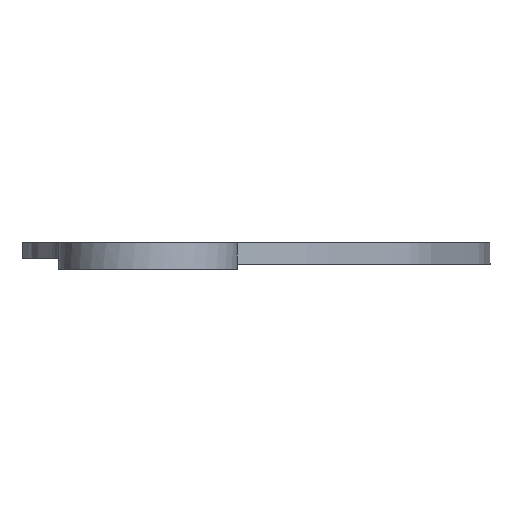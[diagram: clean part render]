
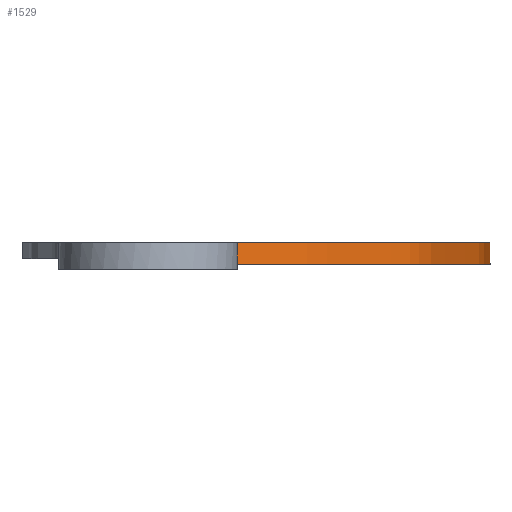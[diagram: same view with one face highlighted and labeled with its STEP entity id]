
A CAD part, left-side view. The second image highlights one B-rep face of the part: STEP entity #1529.
In plain terms, the highlighted free-form (B-spline) face has degree [3, 1] with [19, 2] control points.
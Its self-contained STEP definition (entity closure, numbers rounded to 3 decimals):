
#52=B_SPLINE_SURFACE_WITH_KNOTS('',3,1,((#3272,#3273),(#3274,#3275),(#3276,
#3277),(#3278,#3279),(#3280,#3281),(#3282,#3283),(#3284,#3285),(#3286,#3287),
(#3288,#3289),(#3290,#3291),(#3292,#3293),(#3294,#3295),(#3296,#3297),(#3298,
#3299),(#3300,#3301),(#3302,#3303),(#3304,#3305),(#3306,#3307),(#3308,#3309)),
 .UNSPECIFIED.,.F.,.F.,.F.,(4,1,1,1,1,1,1,1,1,1,1,1,1,1,1,1,4),(2,2),(0.,
2.27,4.539,6.809,9.078,13.007,
16.935,19.964,21.478,22.993,25.351,
27.71,30.068,31.248,32.427,32.97,
33.513),(0.,0.721),.UNSPECIFIED.);
#71=B_SPLINE_CURVE_WITH_KNOTS('',3,(#2291,#2292,#2293,#2294,#2295,#2296,
#2297,#2298,#2299,#2300,#2301,#2302,#2303,#2304,#2305,#2306,#2307,#2308,
#2309),.UNSPECIFIED.,.F.,.F.,(4,1,1,1,1,1,1,1,1,1,1,1,1,1,1,1,4),(0.,2.27,
4.539,6.809,9.078,13.007,16.935,
19.964,21.478,22.993,25.351,27.71,
30.068,31.248,32.427,32.97,33.513),
 .UNSPECIFIED.);
#116=B_SPLINE_CURVE_WITH_KNOTS('',3,(#3310,#3311,#3312,#3313,#3314,#3315,
#3316,#3317,#3318,#3319,#3320,#3321,#3322,#3323,#3324,#3325,#3326,#3327,
#3328),.UNSPECIFIED.,.F.,.F.,(4,1,1,1,1,1,1,1,1,1,1,1,1,1,1,1,4),(0.,2.27,
4.539,6.809,9.078,13.007,16.935,
19.964,21.478,22.993,25.351,27.71,
30.068,31.248,32.427,32.97,33.513),
 .UNSPECIFIED.);
#189=FACE_OUTER_BOUND('',#250,.T.);
#250=EDGE_LOOP('',(#1415,#1416,#1417,#1418,#1419,#1420,#1421,#1422,#1423,
#1424));
#263=LINE('',#1924,#393);
#264=LINE('',#1926,#394);
#265=LINE('',#1928,#395);
#266=LINE('',#1930,#396);
#367=LINE('',#3118,#497);
#368=LINE('',#3120,#498);
#369=LINE('',#3122,#499);
#370=LINE('',#3123,#500);
#393=VECTOR('',#1642,10.);
#394=VECTOR('',#1643,10.);
#395=VECTOR('',#1644,10.);
#396=VECTOR('',#1645,10.);
#497=VECTOR('',#1876,10.);
#498=VECTOR('',#1877,10.);
#499=VECTOR('',#1878,10.);
#500=VECTOR('',#1879,10.);
#570=VERTEX_POINT('',#1921);
#571=VERTEX_POINT('',#1923);
#572=VERTEX_POINT('',#1925);
#573=VERTEX_POINT('',#1927);
#574=VERTEX_POINT('',#1929);
#670=VERTEX_POINT('',#2289);
#721=VERTEX_POINT('',#3115);
#722=VERTEX_POINT('',#3117);
#723=VERTEX_POINT('',#3119);
#724=VERTEX_POINT('',#3121);
#749=EDGE_CURVE('',#571,#570,#263,.T.);
#750=EDGE_CURVE('',#572,#571,#264,.T.);
#751=EDGE_CURVE('',#573,#572,#265,.T.);
#752=EDGE_CURVE('',#574,#573,#266,.T.);
#864=EDGE_CURVE('',#670,#570,#71,.T.);
#951=EDGE_CURVE('',#721,#722,#367,.T.);
#952=EDGE_CURVE('',#722,#723,#368,.T.);
#953=EDGE_CURVE('',#723,#724,#369,.T.);
#954=EDGE_CURVE('',#724,#670,#370,.T.);
#979=EDGE_CURVE('',#721,#574,#116,.T.);
#1415=ORIENTED_EDGE('',*,*,#979,.T.);
#1416=ORIENTED_EDGE('',*,*,#752,.T.);
#1417=ORIENTED_EDGE('',*,*,#751,.T.);
#1418=ORIENTED_EDGE('',*,*,#750,.T.);
#1419=ORIENTED_EDGE('',*,*,#749,.T.);
#1420=ORIENTED_EDGE('',*,*,#864,.F.);
#1421=ORIENTED_EDGE('',*,*,#954,.F.);
#1422=ORIENTED_EDGE('',*,*,#953,.F.);
#1423=ORIENTED_EDGE('',*,*,#952,.F.);
#1424=ORIENTED_EDGE('',*,*,#951,.F.);
#1529=ADVANCED_FACE('',(#189),#52,.T.);
#1642=DIRECTION('',(0.,0.,-1.));
#1643=DIRECTION('',(0.,0.,-1.));
#1644=DIRECTION('',(0.,0.,-1.));
#1645=DIRECTION('',(0.,0.,-1.));
#1876=DIRECTION('',(0.,0.,-1.));
#1877=DIRECTION('',(0.,0.,-1.));
#1878=DIRECTION('',(0.,0.,-1.));
#1879=DIRECTION('',(0.,0.,-1.));
#1921=CARTESIAN_POINT('',(53.685,100.188,0.446));
#1923=CARTESIAN_POINT('',(53.685,100.188,2.249));
#1924=CARTESIAN_POINT('',(53.685,100.188,2.249));
#1925=CARTESIAN_POINT('',(53.685,100.188,4.051));
#1926=CARTESIAN_POINT('',(53.685,100.188,4.051));
#1927=CARTESIAN_POINT('',(53.685,100.188,5.854));
#1928=CARTESIAN_POINT('',(53.685,100.188,5.854));
#1929=CARTESIAN_POINT('',(53.685,100.188,7.657));
#1930=CARTESIAN_POINT('',(53.685,100.188,7.657));
#2289=CARTESIAN_POINT('',(339.158,38.55,0.446));
#2291=CARTESIAN_POINT('Ctrl Pts',(339.158,38.55,0.446));
#2292=CARTESIAN_POINT('Ctrl Pts',(332.802,34.919,0.446));
#2293=CARTESIAN_POINT('Ctrl Pts',(317.436,31.335,0.446));
#2294=CARTESIAN_POINT('Ctrl Pts',(297.351,21.198,0.446));
#2295=CARTESIAN_POINT('Ctrl Pts',(275.896,13.424,0.446));
#2296=CARTESIAN_POINT('Ctrl Pts',(250.443,0.238,0.446));
#2297=CARTESIAN_POINT('Ctrl Pts',(215.884,7.809,0.446));
#2298=CARTESIAN_POINT('Ctrl Pts',(178.887,2.363,0.446));
#2299=CARTESIAN_POINT('Ctrl Pts',(153.357,15.726,0.446));
#2300=CARTESIAN_POINT('Ctrl Pts',(133.78,21.262,0.446));
#2301=CARTESIAN_POINT('Ctrl Pts',(117.836,29.617,0.446));
#2302=CARTESIAN_POINT('Ctrl Pts',(105.357,46.919,0.446));
#2303=CARTESIAN_POINT('Ctrl Pts',(87.009,62.053,0.446));
#2304=CARTESIAN_POINT('Ctrl Pts',(78.906,80.595,0.446));
#2305=CARTESIAN_POINT('Ctrl Pts',(70.327,93.156,0.446));
#2306=CARTESIAN_POINT('Ctrl Pts',(65.123,102.823,0.446));
#2307=CARTESIAN_POINT('Ctrl Pts',(58.573,104.399,0.446));
#2308=CARTESIAN_POINT('Ctrl Pts',(54.456,101.179,0.446));
#2309=CARTESIAN_POINT('Ctrl Pts',(53.685,100.188,0.446));
#3115=CARTESIAN_POINT('',(339.158,38.55,7.657));
#3117=CARTESIAN_POINT('',(339.158,38.55,5.854));
#3118=CARTESIAN_POINT('',(339.158,38.55,7.657));
#3119=CARTESIAN_POINT('',(339.158,38.55,4.051));
#3120=CARTESIAN_POINT('',(339.158,38.55,5.854));
#3121=CARTESIAN_POINT('',(339.158,38.55,2.249));
#3122=CARTESIAN_POINT('',(339.158,38.55,4.051));
#3123=CARTESIAN_POINT('',(339.158,38.55,2.249));
#3272=CARTESIAN_POINT('Ctrl Pts',(339.158,38.55,7.657));
#3273=CARTESIAN_POINT('Ctrl Pts',(339.158,38.55,0.446));
#3274=CARTESIAN_POINT('Ctrl Pts',(332.802,34.919,7.657));
#3275=CARTESIAN_POINT('Ctrl Pts',(332.802,34.919,0.446));
#3276=CARTESIAN_POINT('Ctrl Pts',(317.436,31.335,7.657));
#3277=CARTESIAN_POINT('Ctrl Pts',(317.436,31.335,0.446));
#3278=CARTESIAN_POINT('Ctrl Pts',(297.351,21.198,7.657));
#3279=CARTESIAN_POINT('Ctrl Pts',(297.351,21.198,0.446));
#3280=CARTESIAN_POINT('Ctrl Pts',(275.896,13.424,7.657));
#3281=CARTESIAN_POINT('Ctrl Pts',(275.896,13.424,0.446));
#3282=CARTESIAN_POINT('Ctrl Pts',(250.443,0.238,7.657));
#3283=CARTESIAN_POINT('Ctrl Pts',(250.443,0.238,0.446));
#3284=CARTESIAN_POINT('Ctrl Pts',(215.884,7.809,7.657));
#3285=CARTESIAN_POINT('Ctrl Pts',(215.884,7.809,0.446));
#3286=CARTESIAN_POINT('Ctrl Pts',(178.887,2.363,7.657));
#3287=CARTESIAN_POINT('Ctrl Pts',(178.887,2.363,0.446));
#3288=CARTESIAN_POINT('Ctrl Pts',(153.357,15.726,7.657));
#3289=CARTESIAN_POINT('Ctrl Pts',(153.357,15.726,0.446));
#3290=CARTESIAN_POINT('Ctrl Pts',(133.78,21.262,7.657));
#3291=CARTESIAN_POINT('Ctrl Pts',(133.78,21.262,0.446));
#3292=CARTESIAN_POINT('Ctrl Pts',(117.836,29.617,7.657));
#3293=CARTESIAN_POINT('Ctrl Pts',(117.836,29.617,0.446));
#3294=CARTESIAN_POINT('Ctrl Pts',(105.357,46.919,7.657));
#3295=CARTESIAN_POINT('Ctrl Pts',(105.357,46.919,0.446));
#3296=CARTESIAN_POINT('Ctrl Pts',(87.009,62.053,7.657));
#3297=CARTESIAN_POINT('Ctrl Pts',(87.009,62.053,0.446));
#3298=CARTESIAN_POINT('Ctrl Pts',(78.906,80.595,7.657));
#3299=CARTESIAN_POINT('Ctrl Pts',(78.906,80.595,0.446));
#3300=CARTESIAN_POINT('Ctrl Pts',(70.327,93.156,7.657));
#3301=CARTESIAN_POINT('Ctrl Pts',(70.327,93.156,0.446));
#3302=CARTESIAN_POINT('Ctrl Pts',(65.123,102.823,7.657));
#3303=CARTESIAN_POINT('Ctrl Pts',(65.123,102.823,0.446));
#3304=CARTESIAN_POINT('Ctrl Pts',(58.573,104.399,7.657));
#3305=CARTESIAN_POINT('Ctrl Pts',(58.573,104.399,0.446));
#3306=CARTESIAN_POINT('Ctrl Pts',(54.456,101.179,7.657));
#3307=CARTESIAN_POINT('Ctrl Pts',(54.456,101.179,0.446));
#3308=CARTESIAN_POINT('Ctrl Pts',(53.685,100.188,7.657));
#3309=CARTESIAN_POINT('Ctrl Pts',(53.685,100.188,0.446));
#3310=CARTESIAN_POINT('Ctrl Pts',(339.158,38.55,7.657));
#3311=CARTESIAN_POINT('Ctrl Pts',(332.802,34.919,7.657));
#3312=CARTESIAN_POINT('Ctrl Pts',(317.436,31.335,7.657));
#3313=CARTESIAN_POINT('Ctrl Pts',(297.351,21.198,7.657));
#3314=CARTESIAN_POINT('Ctrl Pts',(275.896,13.424,7.657));
#3315=CARTESIAN_POINT('Ctrl Pts',(250.443,0.238,7.657));
#3316=CARTESIAN_POINT('Ctrl Pts',(215.884,7.809,7.657));
#3317=CARTESIAN_POINT('Ctrl Pts',(178.887,2.363,7.657));
#3318=CARTESIAN_POINT('Ctrl Pts',(153.357,15.726,7.657));
#3319=CARTESIAN_POINT('Ctrl Pts',(133.78,21.262,7.657));
#3320=CARTESIAN_POINT('Ctrl Pts',(117.836,29.617,7.657));
#3321=CARTESIAN_POINT('Ctrl Pts',(105.357,46.919,7.657));
#3322=CARTESIAN_POINT('Ctrl Pts',(87.009,62.053,7.657));
#3323=CARTESIAN_POINT('Ctrl Pts',(78.906,80.595,7.657));
#3324=CARTESIAN_POINT('Ctrl Pts',(70.327,93.156,7.657));
#3325=CARTESIAN_POINT('Ctrl Pts',(65.123,102.823,7.657));
#3326=CARTESIAN_POINT('Ctrl Pts',(58.573,104.399,7.657));
#3327=CARTESIAN_POINT('Ctrl Pts',(54.456,101.179,7.657));
#3328=CARTESIAN_POINT('Ctrl Pts',(53.685,100.188,7.657));
